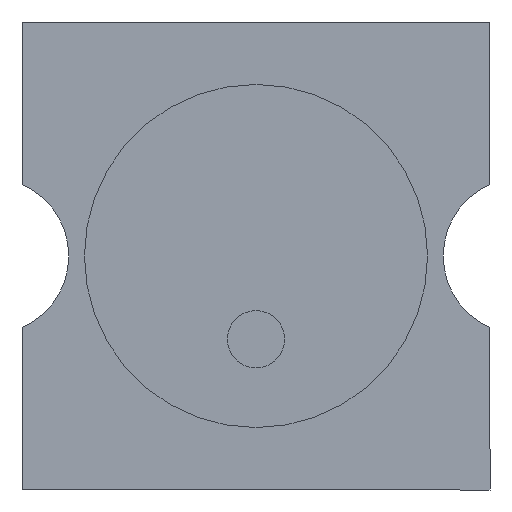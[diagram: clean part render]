
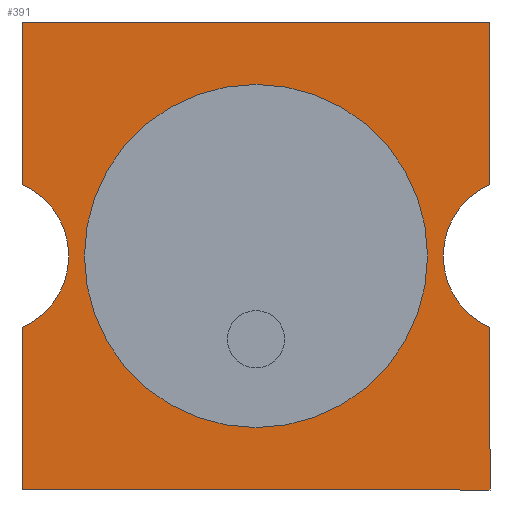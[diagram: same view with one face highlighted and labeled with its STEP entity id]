
A CAD part, front view. The second image highlights one B-rep face of the part: STEP entity #391.
In plain terms, the highlighted planar face has unit normal (0, -1, 0).
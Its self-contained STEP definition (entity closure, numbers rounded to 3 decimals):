
#1 = CARTESIAN_POINT ( 'NONE',  ( 0., 0., 45. ) ) ;
#3 = EDGE_CURVE ( 'NONE', #437, #100, #4, .T. ) ;
#4 = CIRCLE ( 'NONE', #123, 33. ) ;
#6 = DIRECTION ( 'NONE',  ( 0., 0., -1. ) ) ;
#8 = CARTESIAN_POINT ( 'NONE',  ( 0., 0., -33. ) ) ;
#17 = CARTESIAN_POINT ( 'NONE',  ( -45., 0., 0. ) ) ;
#22 = CIRCLE ( 'NONE', #458, 15. ) ;
#24 = AXIS2_PLACEMENT_3D ( 'NONE', #456, #345, #302 ) ;
#25 = DIRECTION ( 'NONE',  ( 0., 0., 1. ) ) ;
#27 = EDGE_LOOP ( 'NONE', ( #120, #126, #477, #287, #164, #291, #192, #304 ) ) ;
#29 = CARTESIAN_POINT ( 'NONE',  ( 45., 0., 13.748 ) ) ;
#30 = EDGE_CURVE ( 'NONE', #184, #313, #87, .T. ) ;
#44 = LINE ( 'NONE', #194, #493 ) ;
#47 = DIRECTION ( 'NONE',  ( 0., 0., -1. ) ) ;
#54 = VERTEX_POINT ( 'NONE', #394 ) ;
#74 = DIRECTION ( 'NONE',  ( 1., 0., 0. ) ) ;
#81 = VERTEX_POINT ( 'NONE', #283 ) ;
#85 = DIRECTION ( 'NONE',  ( -1., 0., 0. ) ) ;
#87 = LINE ( 'NONE', #325, #475 ) ;
#89 = VERTEX_POINT ( 'NONE', #102 ) ;
#93 = VECTOR ( 'NONE', #25, 1000. ) ;
#100 = VERTEX_POINT ( 'NONE', #251 ) ;
#102 = CARTESIAN_POINT ( 'NONE',  ( -45., 0., -13.748 ) ) ;
#116 = EDGE_CURVE ( 'NONE', #89, #376, #387, .T. ) ;
#118 = LINE ( 'NONE', #148, #93 ) ;
#120 = ORIENTED_EDGE ( 'NONE', *, *, #128, .T. ) ;
#121 = CARTESIAN_POINT ( 'NONE',  ( 0., 0., 0. ) ) ;
#123 = AXIS2_PLACEMENT_3D ( 'NONE', #135, #397, #177 ) ;
#126 = ORIENTED_EDGE ( 'NONE', *, *, #461, .T. ) ;
#128 = EDGE_CURVE ( 'NONE', #81, #355, #357, .T. ) ;
#135 = CARTESIAN_POINT ( 'NONE',  ( 0., 0., 0. ) ) ;
#148 = CARTESIAN_POINT ( 'NONE',  ( 45., 0., 0. ) ) ;
#154 = VERTEX_POINT ( 'NONE', #185 ) ;
#163 = ORIENTED_EDGE ( 'NONE', *, *, #3, .F. ) ;
#164 = ORIENTED_EDGE ( 'NONE', *, *, #190, .T. ) ;
#165 = DIRECTION ( 'NONE',  ( 0., 1., 0. ) ) ;
#171 = VECTOR ( 'NONE', #85, 1000. ) ;
#177 = DIRECTION ( 'NONE',  ( 0., 0., -1. ) ) ;
#184 = VERTEX_POINT ( 'NONE', #29 ) ;
#185 = CARTESIAN_POINT ( 'NONE',  ( 45., 0., -45. ) ) ;
#186 = LINE ( 'NONE', #1, #171 ) ;
#190 = EDGE_CURVE ( 'NONE', #154, #54, #118, .T. ) ;
#192 = ORIENTED_EDGE ( 'NONE', *, *, #30, .T. ) ;
#194 = CARTESIAN_POINT ( 'NONE',  ( 0., 0., -45. ) ) ;
#221 = DIRECTION ( 'NONE',  ( 0., 0., -1. ) ) ;
#229 = CARTESIAN_POINT ( 'NONE',  ( 45., 0., 45. ) ) ;
#233 = PLANE ( 'NONE',  #24 ) ;
#240 = CARTESIAN_POINT ( 'NONE',  ( -51., 0., 0. ) ) ;
#251 = CARTESIAN_POINT ( 'NONE',  ( 0., 0., 33. ) ) ;
#252 = DIRECTION ( 'NONE',  ( 0., 0., 1. ) ) ;
#257 = CIRCLE ( 'NONE', #329, 33. ) ;
#268 = CARTESIAN_POINT ( 'NONE',  ( -45., 0., -45. ) ) ;
#274 = DIRECTION ( 'NONE',  ( 0., 1., 0. ) ) ;
#283 = CARTESIAN_POINT ( 'NONE',  ( -45., 0., 45. ) ) ;
#287 = ORIENTED_EDGE ( 'NONE', *, *, #373, .T. ) ;
#291 = ORIENTED_EDGE ( 'NONE', *, *, #474, .T. ) ;
#302 = DIRECTION ( 'NONE',  ( 0., 0., 1. ) ) ;
#304 = ORIENTED_EDGE ( 'NONE', *, *, #453, .T. ) ;
#305 = EDGE_LOOP ( 'NONE', ( #163, #455 ) ) ;
#306 = EDGE_CURVE ( 'NONE', #100, #437, #257, .T. ) ;
#313 = VERTEX_POINT ( 'NONE', #229 ) ;
#324 = FACE_BOUND ( 'NONE', #305, .T. ) ;
#325 = CARTESIAN_POINT ( 'NONE',  ( 45., 0., 0. ) ) ;
#329 = AXIS2_PLACEMENT_3D ( 'NONE', #121, #415, #382 ) ;
#333 = CARTESIAN_POINT ( 'NONE',  ( -45., 0., 0. ) ) ;
#345 = DIRECTION ( 'NONE',  ( 0., 1., 0. ) ) ;
#355 = VERTEX_POINT ( 'NONE', #418 ) ;
#357 = LINE ( 'NONE', #333, #489 ) ;
#364 = FACE_OUTER_BOUND ( 'NONE', #27, .T. ) ;
#373 = EDGE_CURVE ( 'NONE', #376, #154, #44, .T. ) ;
#376 = VERTEX_POINT ( 'NONE', #268 ) ;
#377 = AXIS2_PLACEMENT_3D ( 'NONE', #240, #165, #6 ) ;
#382 = DIRECTION ( 'NONE',  ( 0., 0., -1. ) ) ;
#387 = LINE ( 'NONE', #17, #483 ) ;
#391 = ADVANCED_FACE ( 'NONE', ( #364, #324 ), #233, .F. ) ;
#394 = CARTESIAN_POINT ( 'NONE',  ( 45., 0., -13.748 ) ) ;
#397 = DIRECTION ( 'NONE',  ( 0., -1., 0. ) ) ;
#407 = CIRCLE ( 'NONE', #377, 15. ) ;
#415 = DIRECTION ( 'NONE',  ( 0., -1., 0. ) ) ;
#418 = CARTESIAN_POINT ( 'NONE',  ( -45., 0., 13.748 ) ) ;
#422 = CARTESIAN_POINT ( 'NONE',  ( 51., 0., 0. ) ) ;
#437 = VERTEX_POINT ( 'NONE', #8 ) ;
#448 = DIRECTION ( 'NONE',  ( 0., 0., -1. ) ) ;
#453 = EDGE_CURVE ( 'NONE', #313, #81, #186, .T. ) ;
#455 = ORIENTED_EDGE ( 'NONE', *, *, #306, .F. ) ;
#456 = CARTESIAN_POINT ( 'NONE',  ( 0., 0., 0. ) ) ;
#458 = AXIS2_PLACEMENT_3D ( 'NONE', #422, #274, #47 ) ;
#461 = EDGE_CURVE ( 'NONE', #355, #89, #407, .T. ) ;
#474 = EDGE_CURVE ( 'NONE', #54, #184, #22, .T. ) ;
#475 = VECTOR ( 'NONE', #252, 1000. ) ;
#477 = ORIENTED_EDGE ( 'NONE', *, *, #116, .T. ) ;
#483 = VECTOR ( 'NONE', #448, 1000. ) ;
#489 = VECTOR ( 'NONE', #221, 1000. ) ;
#493 = VECTOR ( 'NONE', #74, 1000. ) ;
